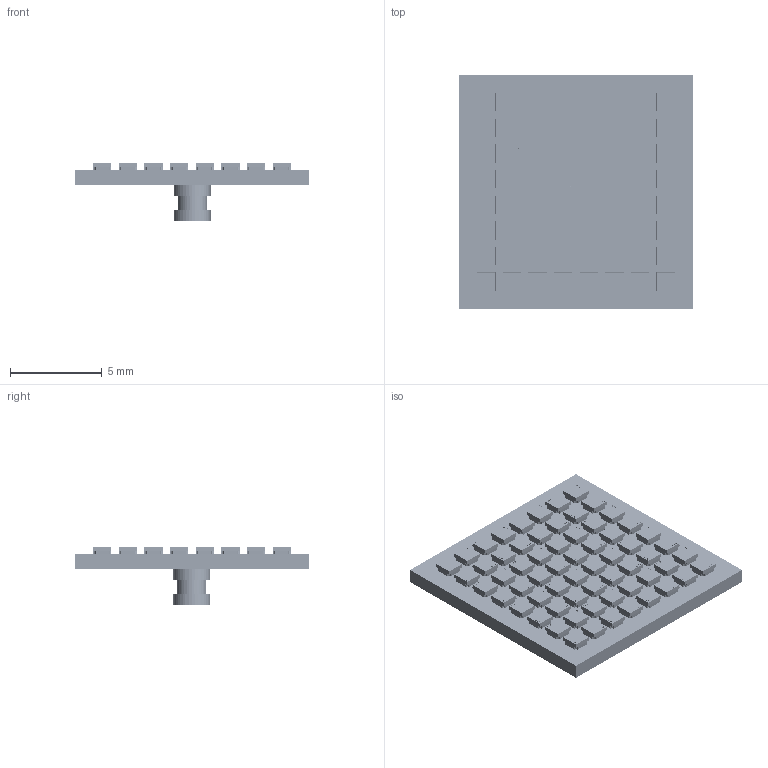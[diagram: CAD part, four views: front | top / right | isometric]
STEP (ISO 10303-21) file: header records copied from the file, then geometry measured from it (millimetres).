
FILE_DESCRIPTION(('Designed by EasyEDA Pro'),'2;1');
FILE_NAME('Open CASCADE Shape Model','2025-09-09T18:57:37',('Author'),( 'Open CASCADE'),'Open CASCADE STEP processor 7.8','Open CASCADE 7.8' ,'Unknown');
FILE_SCHEMA(('AUTOMOTIVE_DESIGN { 1 0 10303 214 1 1 1 1 }'));
Length unit declared in the file: millimetre
Products named in the file (10): EasyEDA PCB Model~sy5r; Board~sy5r; TopCopper~sy5r; BottomCopper~sy5r; TopFpcStiffener~sy5r; BottomFpcStiffener~sy5r; U1~1010RGB~LED-SMD_4P-L1.0-W1.0_LED1010-RGB~sy5r; 1010RGB~LED-SMD_4P-L1.0-W1.0_LED1010-RGB~sy5r; U65~CONN-SMD_7466310R~1.0; CONN-SMD_7466310R~1.0
Assembly tree (72 placements, depth 3):
  EasyEDA PCB Model~sy5r
    Board~sy5r
    TopCopper~sy5r
    BottomCopper~sy5r
    TopFpcStiffener~sy5r
    BottomFpcStiffener~sy5r
    U1~1010RGB~LED-SMD_4P-L1.0-W1.0_LED1010-RGB~sy5r  x64
      1010RGB~LED-SMD_4P-L1.0-W1.0_LED1010-RGB~sy5r
    U65~CONN-SMD_7466310R~1.0
      CONN-SMD_7466310R~1.0
Bounding box: 12.8 x 12.8 x 3.21 mm (x, y, z)
Volume: 159.7 mm3; surface area: 623.4 mm2
Topology: 66 solids, 66 shells, 18210 faces, 49874 edges, 33078 vertices
Faces by surface type: plane 11148, bspline 6275, cylinder 787
Entity records: 14343 total; most frequent: CARTESIAN_POINT 3867, ORIENTED_EDGE 1720, DIRECTION 1252, EDGE_CURVE 860, LINE 574, VECTOR 574, VERTEX_POINT 570, FACE_BOUND 342
